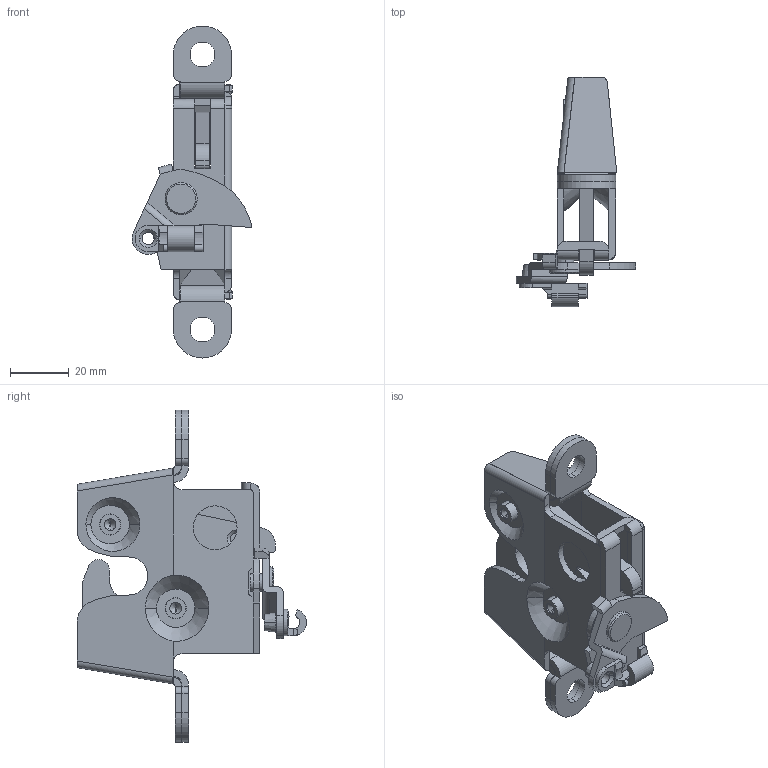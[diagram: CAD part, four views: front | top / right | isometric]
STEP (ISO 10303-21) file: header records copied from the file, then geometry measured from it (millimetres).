
FILE_DESCRIPTION (( 'STEP AP203' ), '1' );
FILE_NAME ('sone3D.STEP', '2013-11-21T01:43:49', ( '' ), ( '' ), 'SwSTEP 2.0', 'SolidWorks 2012', '' );
FILE_SCHEMA (( 'CONFIG_CONTROL_DESIGN' ));
Length unit declared in the file: millimetre
Products named in the file (9): AC-25-Q-14_公開用; C-846-3L嵋葆娕L; C-846-3L嵋裝萫; C-846-3L菛葆哷; C-846-3L菛葆哻; C-846-3L掖躉第瑆舍; C-846-3僀儞僒僀僪僔僃儖__L; sone3D; C-846-3L憔昉
Assembly tree (9 placements, depth 2):
  sone3D
    C-846-3僀儞僒僀僪僔僃儖__L
    C-846-3L掖躉第瑆舍
    C-846-3L菛葆哻
    C-846-3L菛葆哷
    C-846-3L嵋裝萫
    C-846-3L嵋葆娕L
    AC-25-Q-14_公開用
    C-846-3L憔昉  x2
Bounding box: 40.94 x 78.39 x 113.5 mm (x, y, z)
Volume: 37244.3 mm3; surface area: 34351.4 mm2
Topology: 9 solids, 9 shells, 362 faces, 966 edges, 627 vertices
Faces by surface type: plane 164, cylinder 154, cone 38, bspline 5, torus 1
Entity records: 12060 total; most frequent: CARTESIAN_POINT 2292, DIRECTION 1863, ORIENTED_EDGE 1856, EDGE_CURVE 928, AXIS2_PLACEMENT_3D 662, VERTEX_POINT 607, VECTOR 539, LINE 539
